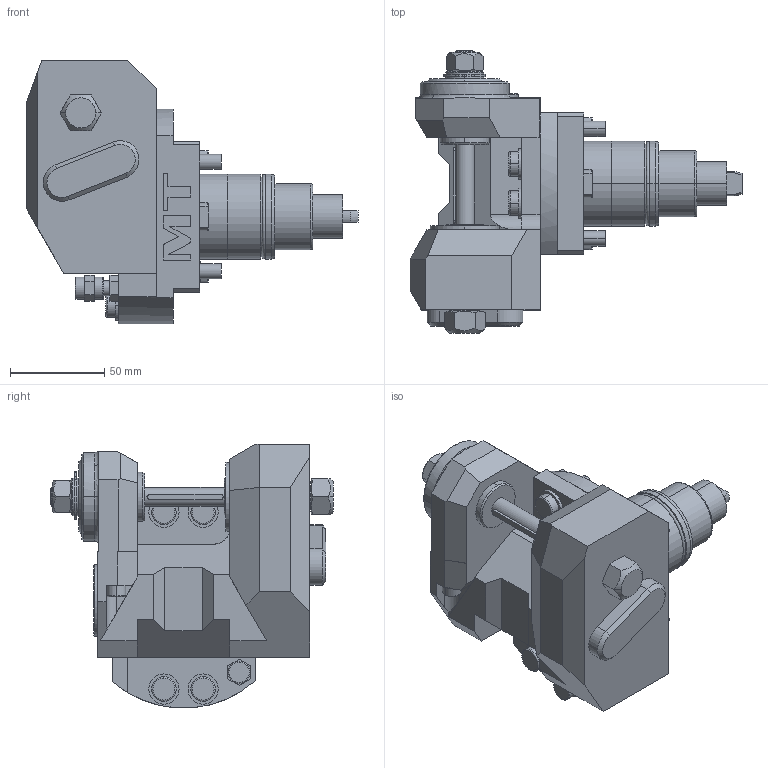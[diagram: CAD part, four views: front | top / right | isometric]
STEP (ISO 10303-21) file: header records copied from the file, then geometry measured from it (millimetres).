
FILE_DESCRIPTION((''),'2;1');
FILE_NAME('DWO1612110_CONF','2023-04-27T16:46:03',('gvalli'),('M.T. srl'),'CREO PARAMETRIC BY PTC INC, 2021072','CREO PARAMETRIC BY PTC INC, 2021072','');
FILE_SCHEMA(('CONFIG_CONTROL_DESIGN'));
Length unit declared in the file: millimetre
Products named in the file (1): DWO1612110_CONF
Bounding box: 176 x 150 x 139.87 mm (x, y, z)
Volume: 900940.7 mm3; surface area: 85665.7 mm2
Topology: 1 solids, 1 shells, 362 faces, 881 edges, 569 vertices
Faces by surface type: plane 204, cylinder 96, cone 36, torus 22, extrusion 4
Entity records: 11459 total; most frequent: CARTESIAN_POINT 2780, DIRECTION 1811, ORIENTED_EDGE 1762, EDGE_CURVE 881, AXIS2_PLACEMENT_3D 634, VERTEX_POINT 569, VECTOR 543, LINE 539
